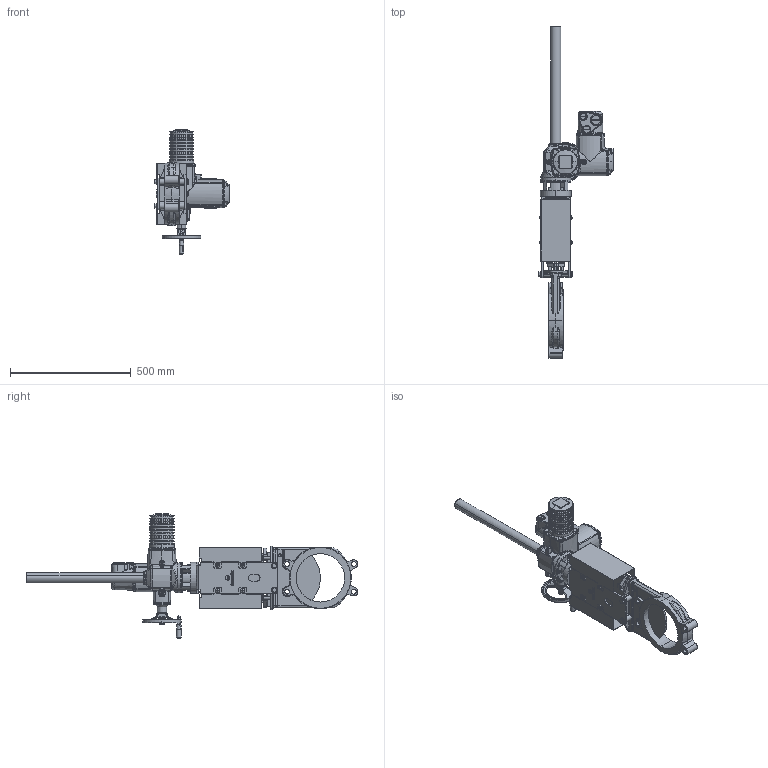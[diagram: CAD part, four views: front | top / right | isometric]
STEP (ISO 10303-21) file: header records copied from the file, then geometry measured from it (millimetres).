
FILE_DESCRIPTION (( 'STEP AP214' ), '1' );
FILE_NAME ('EB DN200_CAST IRON_ELECTRIC ACTUATOR.STEP', '2012-04-20T08:34:28', ( 'Usuario' ), ( '' ), 'SwSTEP 2.0', 'SolidWorks 2011', '' );
FILE_SCHEMA (( 'AUTOMOTIVE_DESIGN' ));
Length unit declared in the file: millimetre
Products named in the file (1): EB DN200_CAST IRON_ELECTRIC ACTUATOR
Bounding box: 308.3 x 1372.14 x 512.61 mm (x, y, z)
Surface area: 1377100.5 mm2 (no closed solid volume)
Topology: 0 solids, 101 shells, 1931 faces, 6865 edges, 4801 vertices
Faces by surface type: bspline 653, plane 517, cylinder 498, cone 198, torus 49, sphere 16
Entity records: 324128 total; most frequent: CARTESIAN_POINT 251011, ORIENTED_EDGE 10777, DIRECTION 9124, EDGE_CURVE 6822, VERTEX_POINT 4801, AXIS2_PLACEMENT_3D 3284, LINE 2556, VECTOR 2556
